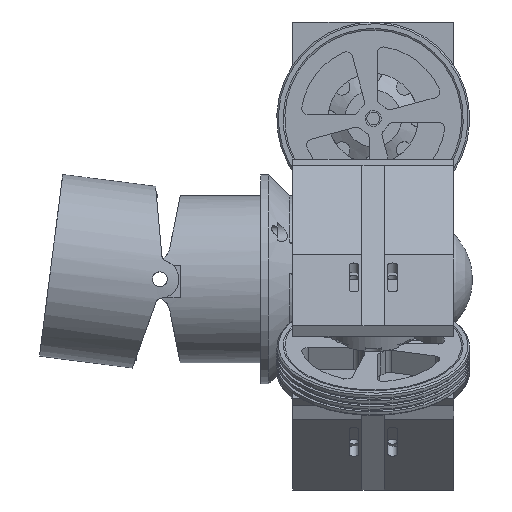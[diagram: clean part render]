
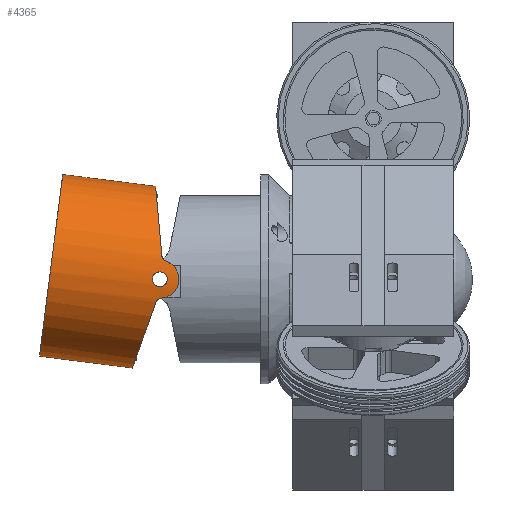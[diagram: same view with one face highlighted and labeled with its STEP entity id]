
A CAD part, left-side view. The second image highlights one B-rep face of the part: STEP entity #4365.
In plain terms, the highlighted cylindrical face has radius 28.5 mm (diameter 57 mm), a full revolution.
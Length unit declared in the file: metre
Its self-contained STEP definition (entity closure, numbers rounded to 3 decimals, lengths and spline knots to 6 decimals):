
#157=ELLIPSE('',#4953,0.029189,0.0285);
#158=ELLIPSE('',#4957,0.029189,0.0285);
#209=B_SPLINE_CURVE_WITH_KNOTS('',3,(#7729,#7730,#7731,#7732,#7733,#7734,
#7735,#7736,#7737,#7738,#7739),.UNSPECIFIED.,.T.,.F.,(1,1,1,1,1,1,1,1,1,
1,1,1,1,1,1),(-0.005379,-0.003586,-0.001793,
0.,0.001793,0.003586,0.005379,0.007172,
0.008965,0.010758,0.012551,0.014344,
0.016137,0.01793,0.019723),.UNSPECIFIED.);
#210=B_SPLINE_CURVE_WITH_KNOTS('',3,(#7764,#7765,#7766,#7767,#7768,#7769,
#7770),.UNSPECIFIED.,.F.,.F.,(4,1,1,1,4),(0.001232,0.005236,
0.009239,0.013243,0.017247),
 .UNSPECIFIED.);
#211=B_SPLINE_CURVE_WITH_KNOTS('',3,(#7793,#7794,#7795,#7796),
 .UNSPECIFIED.,.F.,.F.,(4,4),(0.,0.002305),.UNSPECIFIED.);
#212=B_SPLINE_CURVE_WITH_KNOTS('',3,(#7799,#7800,#7801,#7802),
 .UNSPECIFIED.,.F.,.F.,(4,4),(0.,0.002306),.UNSPECIFIED.);
#214=B_SPLINE_CURVE_WITH_KNOTS('',3,(#7811,#7812,#7813,#7814),
 .UNSPECIFIED.,.F.,.F.,(4,4),(0.,0.002306),.UNSPECIFIED.);
#215=B_SPLINE_CURVE_WITH_KNOTS('',3,(#7816,#7817,#7818,#7819,#7820,#7821,
#7822),.UNSPECIFIED.,.F.,.F.,(4,1,1,1,4),(0.001232,0.005236,
0.009239,0.013243,0.017247),
 .UNSPECIFIED.);
#216=B_SPLINE_CURVE_WITH_KNOTS('',3,(#7824,#7825,#7826,#7827),
 .UNSPECIFIED.,.F.,.F.,(4,4),(0.,0.002305),.UNSPECIFIED.);
#217=B_SPLINE_CURVE_WITH_KNOTS('',3,(#7828,#7829,#7830,#7831,#7832,#7833,
#7834,#7835,#7836,#7837,#7838),.UNSPECIFIED.,.T.,.F.,(1,1,1,1,1,1,1,1,1,
1,1,1,1,1,1),(-0.005379,-0.003586,-0.001793,
0.,0.001793,0.003586,0.005379,0.007172,
0.008965,0.010758,0.012551,0.014344,
0.016137,0.01793,0.019723),.UNSPECIFIED.);
#1906=ORIENTED_EDGE('',*,*,#2535,.F.);
#1907=ORIENTED_EDGE('',*,*,#2555,.T.);
#1908=ORIENTED_EDGE('',*,*,#2556,.T.);
#1909=ORIENTED_EDGE('',*,*,#2557,.T.);
#1910=ORIENTED_EDGE('',*,*,#2542,.T.);
#1911=ORIENTED_EDGE('',*,*,#2552,.T.);
#1912=ORIENTED_EDGE('',*,*,#2538,.T.);
#1913=ORIENTED_EDGE('',*,*,#2550,.T.);
#1914=ORIENTED_EDGE('',*,*,#2558,.T.);
#1915=ORIENTED_EDGE('',*,*,#2526,.T.);
#1916=ORIENTED_EDGE('',*,*,#2559,.F.);
#2526=EDGE_CURVE('',#3740,#3740,#209,.T.);
#2535=EDGE_CURVE('',#3747,#3742,#157,.T.);
#2538=EDGE_CURVE('',#3751,#3750,#210,.T.);
#2542=EDGE_CURVE('',#3755,#3754,#158,.T.);
#2550=EDGE_CURVE('',#3750,#3742,#211,.T.);
#2552=EDGE_CURVE('',#3754,#3751,#212,.T.);
#2555=EDGE_CURVE('',#3747,#3761,#214,.T.);
#2556=EDGE_CURVE('',#3761,#3762,#215,.T.);
#2557=EDGE_CURVE('',#3762,#3755,#216,.T.);
#2558=EDGE_CURVE('',#3763,#3763,#217,.T.);
#2559=EDGE_CURVE('',#3764,#3764,#2800,.T.);
#2800=CIRCLE('',#4967,0.0285);
#3138=EDGE_LOOP('',(#1906,#1907,#1908,#1909,#1910,#1911,#1912,#1913));
#3139=EDGE_LOOP('',(#1914));
#3140=EDGE_LOOP('',(#1915));
#3141=EDGE_LOOP('',(#1916));
#3271=CYLINDRICAL_SURFACE('',#4966,0.0285);
#3740=VERTEX_POINT('',#7740);
#3742=VERTEX_POINT('',#7745);
#3747=VERTEX_POINT('',#7756);
#3750=VERTEX_POINT('',#7763);
#3751=VERTEX_POINT('',#7771);
#3754=VERTEX_POINT('',#7778);
#3755=VERTEX_POINT('',#7780);
#3761=VERTEX_POINT('',#7815);
#3762=VERTEX_POINT('',#7823);
#3763=VERTEX_POINT('',#7839);
#3764=VERTEX_POINT('',#7841);
#4105=FACE_BOUND('',#3138,.T.);
#4106=FACE_BOUND('',#3139,.T.);
#4107=FACE_BOUND('',#3140,.T.);
#4108=FACE_BOUND('',#3141,.T.);
#4365=ADVANCED_FACE('',(#4105,#4106,#4107,#4108),#3271,.T.);
#4953=AXIS2_PLACEMENT_3D('',#7757,#6212,#6213);
#4957=AXIS2_PLACEMENT_3D('',#7779,#6224,#6225);
#4966=AXIS2_PLACEMENT_3D('',#7810,#6246,#6247);
#4967=AXIS2_PLACEMENT_3D('',#7840,#6248,#6249);
#6212=DIRECTION('',(-0.976,0.,-0.216));
#6213=DIRECTION('',(-0.216,0.,0.976));
#6224=DIRECTION('',(0.976,0.,-0.216));
#6225=DIRECTION('',(-0.216,0.,-0.976));
#6246=DIRECTION('',(-1.,0.,0.));
#6247=DIRECTION('',(0.,0.,1.));
#6248=DIRECTION('',(1.,0.,0.));
#6249=DIRECTION('',(0.,0.,-1.));
#7729=CARTESIAN_POINT('',(-0.007289,-0.028454,-0.001796));
#7730=CARTESIAN_POINT('',(-0.009089,-0.028384,-0.002542));
#7731=CARTESIAN_POINT('',(-0.010886,-0.028454,-0.001796));
#7732=CARTESIAN_POINT('',(-0.01163,-0.028523,-0.000002));
#7733=CARTESIAN_POINT('',(-0.010887,-0.028454,0.001797));
#7734=CARTESIAN_POINT('',(-0.009089,-0.028384,0.002541));
#7735=CARTESIAN_POINT('',(-0.007294,-0.028454,0.001799));
#7736=CARTESIAN_POINT('',(-0.006547,-0.028523,0.000003));
#7737=CARTESIAN_POINT('',(-0.007289,-0.028454,-0.001796));
#7738=CARTESIAN_POINT('',(-0.009089,-0.028384,-0.002542));
#7739=CARTESIAN_POINT('',(-0.010886,-0.028454,-0.001796));
#7740=CARTESIAN_POINT('',(-0.009088,-0.028408,-0.002293));
#7745=CARTESIAN_POINT('',(-0.00878,-0.027552,-0.007288));
#7756=CARTESIAN_POINT('',(-0.00878,0.027552,-0.007288));
#7757=CARTESIAN_POINT('',(-0.010392,0.,0.));
#7763=CARTESIAN_POINT('',(-0.010316,-0.027911,-0.005764));
#7764=CARTESIAN_POINT('',(-0.010316,-0.027911,0.005764));
#7765=CARTESIAN_POINT('',(-0.011621,-0.027968,0.005486));
#7766=CARTESIAN_POINT('',(-0.014033,-0.028281,0.004009));
#7767=CARTESIAN_POINT('',(-0.015457,-0.02861,0.000001));
#7768=CARTESIAN_POINT('',(-0.014031,-0.028281,-0.004011));
#7769=CARTESIAN_POINT('',(-0.011624,-0.027969,-0.005485));
#7770=CARTESIAN_POINT('',(-0.010316,-0.027911,-0.005764));
#7771=CARTESIAN_POINT('',(-0.010316,-0.027911,0.005764));
#7778=CARTESIAN_POINT('',(-0.00878,-0.027552,0.007288));
#7779=CARTESIAN_POINT('',(-0.010392,0.,0.));
#7780=CARTESIAN_POINT('',(-0.00878,0.027552,0.007288));
#7793=CARTESIAN_POINT('',(-0.010316,-0.027911,-0.005764));
#7794=CARTESIAN_POINT('',(-0.009554,-0.027878,-0.005926));
#7795=CARTESIAN_POINT('',(-0.008943,-0.027747,-0.006552));
#7796=CARTESIAN_POINT('',(-0.00878,-0.027552,-0.007288));
#7799=CARTESIAN_POINT('',(-0.00878,-0.027552,0.007288));
#7800=CARTESIAN_POINT('',(-0.008943,-0.027747,0.006551));
#7801=CARTESIAN_POINT('',(-0.009554,-0.027878,0.005926));
#7802=CARTESIAN_POINT('',(-0.010316,-0.027911,0.005764));
#7810=CARTESIAN_POINT('',(0.025,0.,0.));
#7811=CARTESIAN_POINT('',(-0.00878,0.027552,-0.007288));
#7812=CARTESIAN_POINT('',(-0.008943,0.027747,-0.006551));
#7813=CARTESIAN_POINT('',(-0.009554,0.027878,-0.005926));
#7814=CARTESIAN_POINT('',(-0.010316,0.027911,-0.005764));
#7815=CARTESIAN_POINT('',(-0.010316,0.027911,-0.005764));
#7816=CARTESIAN_POINT('',(-0.010316,0.027911,-0.005764));
#7817=CARTESIAN_POINT('',(-0.011621,0.027968,-0.005486));
#7818=CARTESIAN_POINT('',(-0.014033,0.028281,-0.004009));
#7819=CARTESIAN_POINT('',(-0.015457,0.02861,-0.000001));
#7820=CARTESIAN_POINT('',(-0.014031,0.028281,0.004011));
#7821=CARTESIAN_POINT('',(-0.011624,0.027969,0.005485));
#7822=CARTESIAN_POINT('',(-0.010316,0.027911,0.005764));
#7823=CARTESIAN_POINT('',(-0.010316,0.027911,0.005764));
#7824=CARTESIAN_POINT('',(-0.010316,0.027911,0.005764));
#7825=CARTESIAN_POINT('',(-0.009554,0.027878,0.005926));
#7826=CARTESIAN_POINT('',(-0.008943,0.027747,0.006552));
#7827=CARTESIAN_POINT('',(-0.00878,0.027552,0.007288));
#7828=CARTESIAN_POINT('',(-0.010888,0.028454,-0.001796));
#7829=CARTESIAN_POINT('',(-0.009088,0.028384,-0.002542));
#7830=CARTESIAN_POINT('',(-0.007291,0.028454,-0.001796));
#7831=CARTESIAN_POINT('',(-0.006547,0.028523,-0.000002));
#7832=CARTESIAN_POINT('',(-0.00729,0.028454,0.001797));
#7833=CARTESIAN_POINT('',(-0.009088,0.028384,0.002541));
#7834=CARTESIAN_POINT('',(-0.010883,0.028454,0.001799));
#7835=CARTESIAN_POINT('',(-0.01163,0.028523,0.000003));
#7836=CARTESIAN_POINT('',(-0.010888,0.028454,-0.001796));
#7837=CARTESIAN_POINT('',(-0.009088,0.028384,-0.002542));
#7838=CARTESIAN_POINT('',(-0.007291,0.028454,-0.001796));
#7839=CARTESIAN_POINT('',(-0.009088,0.028408,-0.002293));
#7840=CARTESIAN_POINT('',(0.025,0.,0.));
#7841=CARTESIAN_POINT('',(0.025,0.,-0.0285));
